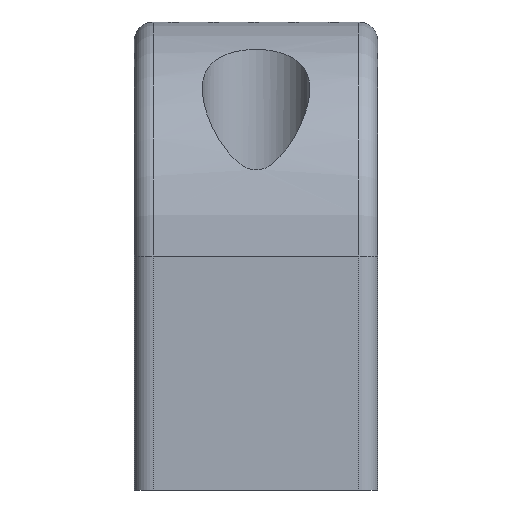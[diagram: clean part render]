
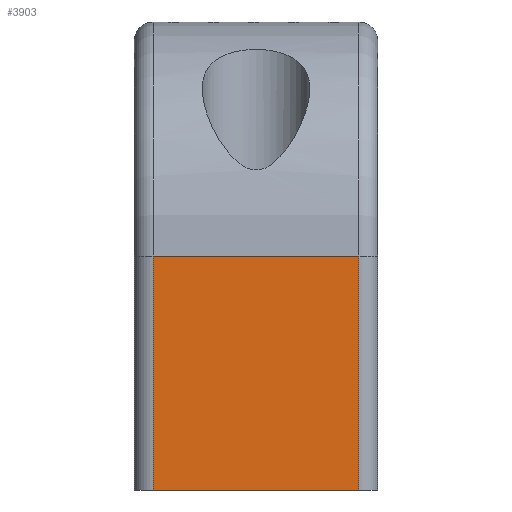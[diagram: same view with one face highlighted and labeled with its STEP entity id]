
A CAD part, front view. The second image highlights one B-rep face of the part: STEP entity #3903.
In plain terms, the highlighted planar face has unit normal (0, -1, 0).
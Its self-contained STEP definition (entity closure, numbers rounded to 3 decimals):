
#332 = EDGE_CURVE ( 'NONE', #2594, #2593, #1332, .T. ) ;
#358 = EDGE_CURVE ( 'NONE', #2609, #2615, #1360, .T. ) ;
#364 = EDGE_CURVE ( 'NONE', #2615, #2593, #1367, .T. ) ;
#365 = EDGE_CURVE ( 'NONE', #2594, #2609, #1368, .T. ) ;
#663 = CARTESIAN_POINT ( 'NONE',  ( -11., -66.5, -50. ) ) ;
#671 = CARTESIAN_POINT ( 'NONE',  ( 11., -66.5, -50. ) ) ;
#690 = CARTESIAN_POINT ( 'NONE',  ( 11., -66.5, -25. ) ) ;
#691 = CARTESIAN_POINT ( 'NONE',  ( -11., -66.5, -25. ) ) ;
#1189 = AXIS2_PLACEMENT_3D ( 'NONE', #3992, #3985, #3984 ) ;
#1332 = LINE ( 'NONE', #1938, #1333 ) ;
#1333 = VECTOR ( 'NONE', #1871, 1000. ) ;
#1360 = LINE ( 'NONE', #4890, #1362 ) ;
#1362 = VECTOR ( 'NONE', #4889, 1000. ) ;
#1367 = LINE ( 'NONE', #4873, #1369 ) ;
#1368 = LINE ( 'NONE', #4865, #1371 ) ;
#1369 = VECTOR ( 'NONE', #4872, 1000. ) ;
#1371 = VECTOR ( 'NONE', #4864, 1000. ) ;
#1871 = DIRECTION ( 'NONE',  ( -1., 0., 0. ) ) ;
#1938 = CARTESIAN_POINT ( 'NONE',  ( 13., -66.5, -25. ) ) ;
#2593 = VERTEX_POINT ( 'NONE', #691 ) ;
#2594 = VERTEX_POINT ( 'NONE', #690 ) ;
#2609 = VERTEX_POINT ( 'NONE', #671 ) ;
#2615 = VERTEX_POINT ( 'NONE', #663 ) ;
#2865 = EDGE_LOOP ( 'NONE', ( #3181, #3182, #3183, #3184 ) ) ;
#3181 = ORIENTED_EDGE ( 'NONE', *, *, #332, .T. ) ;
#3182 = ORIENTED_EDGE ( 'NONE', *, *, #364, .F. ) ;
#3183 = ORIENTED_EDGE ( 'NONE', *, *, #358, .F. ) ;
#3184 = ORIENTED_EDGE ( 'NONE', *, *, #365, .F. ) ;
#3415 = FACE_OUTER_BOUND ( 'NONE', #2865, .T. ) ;
#3903 = ADVANCED_FACE ( 'NONE', ( #3415 ), #3990, .F. ) ;
#3984 = DIRECTION ( 'NONE',  ( 0., 0., -1. ) ) ;
#3985 = DIRECTION ( 'NONE',  ( 0., 1., 0. ) ) ;
#3990 = PLANE ( 'NONE',  #1189 ) ;
#3992 = CARTESIAN_POINT ( 'NONE',  ( 13., -66.5, -25. ) ) ;
#4864 = DIRECTION ( 'NONE',  ( 0., 0., -1. ) ) ;
#4865 = CARTESIAN_POINT ( 'NONE',  ( 11., -66.5, -25. ) ) ;
#4872 = DIRECTION ( 'NONE',  ( 0., 0., 1. ) ) ;
#4873 = CARTESIAN_POINT ( 'NONE',  ( -11., -66.5, -25. ) ) ;
#4889 = DIRECTION ( 'NONE',  ( -1., 0., 0. ) ) ;
#4890 = CARTESIAN_POINT ( 'NONE',  ( 13., -66.5, -50. ) ) ;
